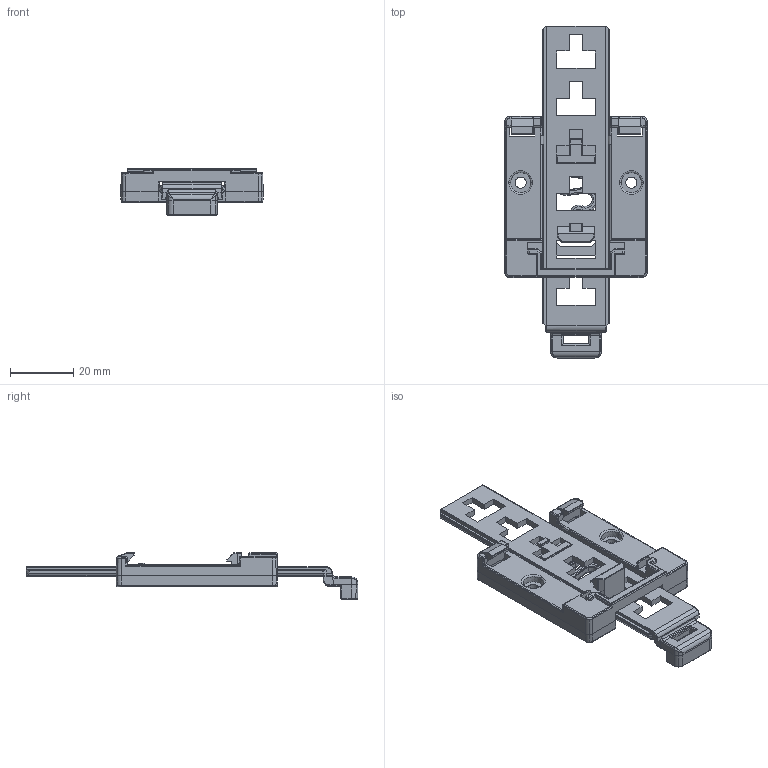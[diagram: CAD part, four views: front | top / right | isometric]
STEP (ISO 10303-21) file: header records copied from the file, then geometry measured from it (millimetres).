
FILE_DESCRIPTION(/* description */ ('STEP AP214'),/* implementation_level */ '2;1');
FILE_NAME(/* name */ 'bopla',/* time_stamp */ '2022-03-18T19:12:00',/* author */ ('TraceParts'),/* organization */ ('TraceParts S.A.'),/* preprocessor_version */ '5.0.0 (framework 5.0.0.202006301418)',/* originating_system */ 'IDA-STEP',/* authorization */ ' ');
FILE_SCHEMA(('AP242_MANAGED_MODEL_BASED_3D_ENGINEERING_MIM'));
Length unit declared in the file: millimetre
Products named in the file (2): 22035000_1; 22035000_2
Bounding box: 45 x 105 x 14.6 mm (x, y, z)
Volume: 12385 mm3; surface area: 13734.3 mm2
Topology: 2 solids, 2 shells, 1239 faces, 3168 edges, 1927 vertices
Faces by surface type: cylinder 640, plane 368, cone 64, sphere 62, bspline 55, torus 50
Entity records: 99601 total; most frequent: CARTESIAN_POINT 49445, DIRECTION 8135, ORIENTED_EDGE 7922, EDGE_CURVE 3961, AXIS2_PLACEMENT_3D 3137, VERTEX_POINT 2435, LINE 1861, VECTOR 1861
